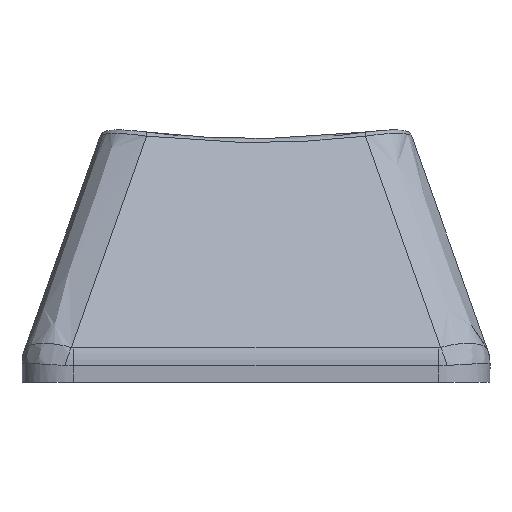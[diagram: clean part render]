
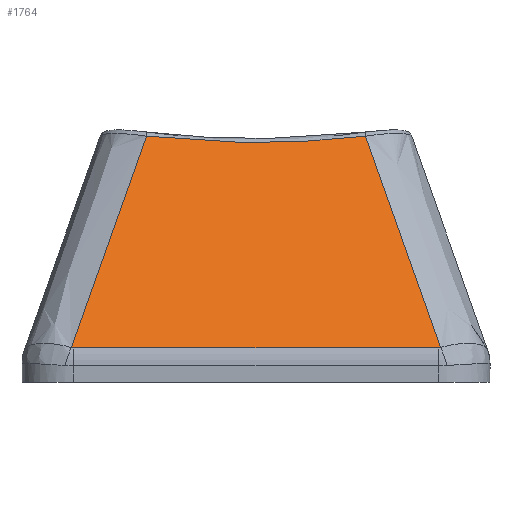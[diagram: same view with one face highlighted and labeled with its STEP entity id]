
A CAD part, front view. The second image highlights one B-rep face of the part: STEP entity #1764.
In plain terms, the highlighted planar face has unit normal (0, -0.886, 0.464).
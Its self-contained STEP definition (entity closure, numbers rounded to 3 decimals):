
#21=ELLIPSE('',#1882,1.077,0.5);
#23=ELLIPSE('',#1887,1.077,0.5);
#155=B_SPLINE_CURVE_WITH_KNOTS('',3,(#3755,#3756,#3757,#3758),
 .UNSPECIFIED.,.F.,.F.,(4,4),(-1.03,-0.059),
 .UNSPECIFIED.);
#157=B_SPLINE_CURVE_WITH_KNOTS('',3,(#3767,#3768,#3769,#3770),
 .UNSPECIFIED.,.F.,.F.,(4,4),(0.059,1.03),
 .UNSPECIFIED.);
#158=B_SPLINE_CURVE_WITH_KNOTS('',3,(#3771,#3772,#3773,#3774),
 .UNSPECIFIED.,.F.,.F.,(4,4),(-0.853,0.),.UNSPECIFIED.);
#282=LINE('',#3595,#390);
#390=VECTOR('',#2144,10.);
#481=FACE_OUTER_BOUND('',#591,.T.);
#591=EDGE_LOOP('',(#1442,#1443,#1444,#1445,#1446,#1447));
#783=VERTEX_POINT('',#3551);
#787=VERTEX_POINT('',#3585);
#789=VERTEX_POINT('',#3591);
#791=VERTEX_POINT('',#3612);
#797=VERTEX_POINT('',#3754);
#798=VERTEX_POINT('',#3766);
#1011=EDGE_CURVE('',#783,#787,#21,.T.);
#1014=EDGE_CURVE('',#787,#789,#282,.T.);
#1017=EDGE_CURVE('',#789,#791,#23,.T.);
#1028=EDGE_CURVE('',#791,#797,#155,.T.);
#1030=EDGE_CURVE('',#798,#783,#157,.T.);
#1031=EDGE_CURVE('',#797,#798,#158,.T.);
#1442=ORIENTED_EDGE('',*,*,#1017,.F.);
#1443=ORIENTED_EDGE('',*,*,#1014,.F.);
#1444=ORIENTED_EDGE('',*,*,#1011,.F.);
#1445=ORIENTED_EDGE('',*,*,#1030,.F.);
#1446=ORIENTED_EDGE('',*,*,#1031,.F.);
#1447=ORIENTED_EDGE('',*,*,#1028,.F.);
#1686=PLANE('',#1889);
#1764=ADVANCED_FACE('',(#481),#1686,.T.);
#1882=AXIS2_PLACEMENT_3D('',#3589,#2137,#2138);
#1887=AXIS2_PLACEMENT_3D('',#3616,#2149,#2150);
#1889=AXIS2_PLACEMENT_3D('',#3765,#2153,#2154);
#2137=DIRECTION('center_axis',(0.,0.886,-0.464));
#2138=DIRECTION('ref_axis',(0.,-0.464,-0.886));
#2144=DIRECTION('',(-1.,0.,0.));
#2149=DIRECTION('center_axis',(0.,0.886,-0.464));
#2150=DIRECTION('ref_axis',(0.,-0.464,-0.886));
#2153=DIRECTION('center_axis',(0.,-0.886,
0.464));
#2154=DIRECTION('ref_axis',(0.,-0.464,-0.886));
#3551=CARTESIAN_POINT('',(7.167,-18.427,0.341));
#3585=CARTESIAN_POINT('',(7.081,-18.434,0.327));
#3589=CARTESIAN_POINT('Origin',(7.081,-17.934,1.281));
#3591=CARTESIAN_POINT('',(-7.081,-18.434,0.327));
#3595=CARTESIAN_POINT('',(7.525,-18.434,0.327));
#3612=CARTESIAN_POINT('',(-7.167,-18.427,0.341));
#3616=CARTESIAN_POINT('Origin',(-7.081,-17.934,1.281));
#3754=CARTESIAN_POINT('',(-4.25,-14.126,8.546));
#3755=CARTESIAN_POINT('Ctrl Pts',(-7.167,-18.427,0.341));
#3756=CARTESIAN_POINT('Ctrl Pts',(-6.197,-16.993,3.077));
#3757=CARTESIAN_POINT('Ctrl Pts',(-5.225,-15.559,5.811));
#3758=CARTESIAN_POINT('Ctrl Pts',(-4.25,-14.126,8.546));
#3765=CARTESIAN_POINT('Origin',(5.969,-13.899,8.98));
#3766=CARTESIAN_POINT('',(4.25,-14.126,8.546));
#3767=CARTESIAN_POINT('Ctrl Pts',(4.25,-14.126,8.546));
#3768=CARTESIAN_POINT('Ctrl Pts',(5.225,-15.559,5.811));
#3769=CARTESIAN_POINT('Ctrl Pts',(6.197,-16.993,3.077));
#3770=CARTESIAN_POINT('Ctrl Pts',(7.167,-18.427,0.341));
#3771=CARTESIAN_POINT('Ctrl Pts',(-4.25,-14.126,8.546));
#3772=CARTESIAN_POINT('Ctrl Pts',(-1.434,-14.301,8.211));
#3773=CARTESIAN_POINT('Ctrl Pts',(1.434,-14.301,8.211));
#3774=CARTESIAN_POINT('Ctrl Pts',(4.25,-14.126,8.546));
